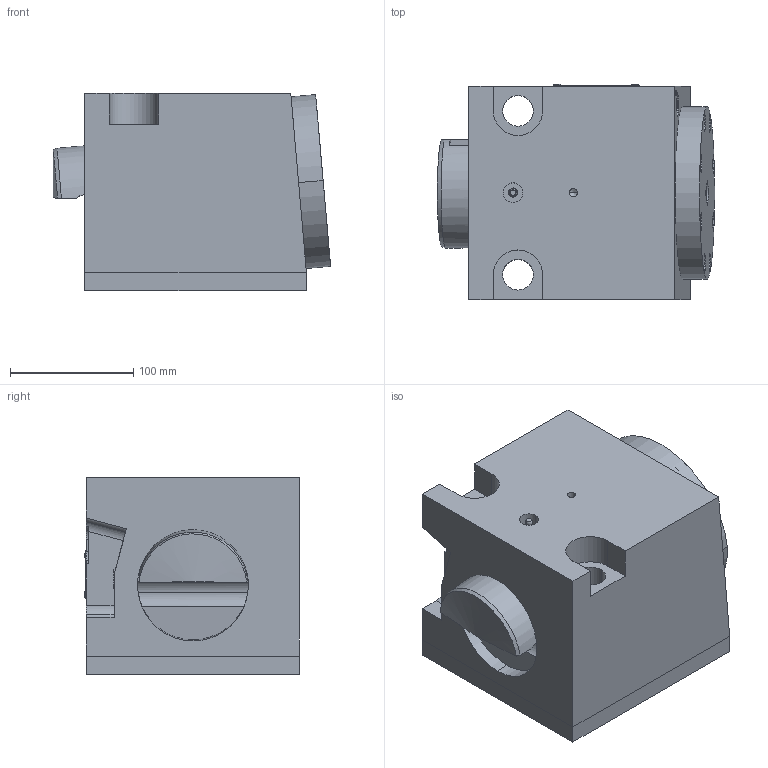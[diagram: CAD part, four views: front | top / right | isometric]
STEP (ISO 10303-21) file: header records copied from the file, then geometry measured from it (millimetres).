
FILE_DESCRIPTION(('STEP AP214'),'1');
FILE_NAME('38440803_HBS-A200_R.stp','2019-09-03T09:57:49',(' '),(' '),'Spatial InterOp 3D',' ',' ');
FILE_SCHEMA(('automotive_design'));
Length unit declared in the file: millimetre
Products named in the file (12): 1; 2; 3; 4; 5; 6; 7; 8; 9; 10; 11; 12
Bounding box: 225.11 x 174.5 x 160 mm (x, y, z)
Volume: 4398330.8 mm3; surface area: 381502.5 mm2
Topology: 12 solids, 12 shells, 923 faces, 2272 edges, 1480 vertices
Faces by surface type: plane 436, cylinder 261, extrusion 133, torus 37, cone 28, sphere 20, bspline 4, revolution 4
Entity records: 35817 total; most frequent: CARTESIAN_POINT 6321, ORIENTED_EDGE 4480, DIRECTION 4366, EDGE_CURVE 2240, AXIS2_PLACEMENT_3D 1486, VERTEX_POINT 1480, VECTOR 1390, LINE 1257
